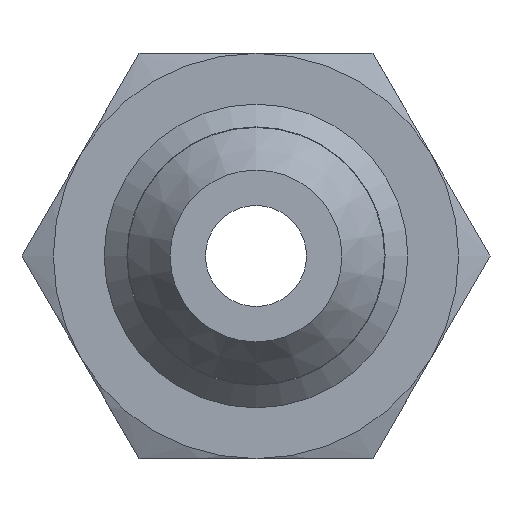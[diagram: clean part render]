
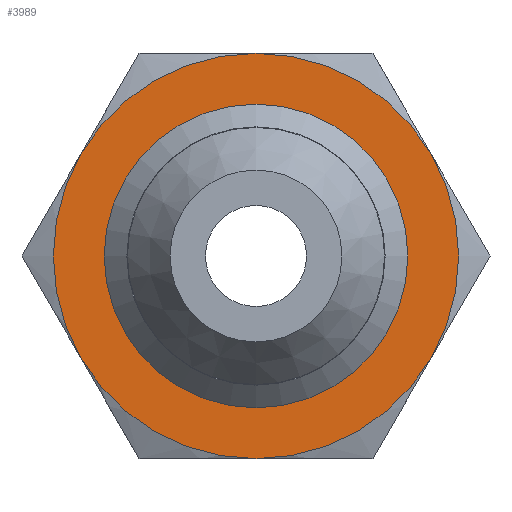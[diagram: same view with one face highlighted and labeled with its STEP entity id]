
A CAD part, left-side view. The second image highlights one B-rep face of the part: STEP entity #3989.
In plain terms, the highlighted planar face has unit normal (-1, 0, 0).
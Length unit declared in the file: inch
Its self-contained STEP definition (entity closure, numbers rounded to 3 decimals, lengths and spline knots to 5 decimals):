
#2944=CARTESIAN_POINT('',(-1.375,0.,0.375));
#2945=VERTEX_POINT('',#2944);
#3273=CARTESIAN_POINT('',(-1.375,0.,0.242));
#3274=VERTEX_POINT('',#3273);
#3275=CARTESIAN_POINT('',(-1.375,0.,0.0));
#3276=DIRECTION('',(-1.0,0.0,0.0));
#3277=DIRECTION('',(0.0,0.0,-1.0));
#3278=AXIS2_PLACEMENT_3D('',#3275,#3276,#3277);
#3279=CIRCLE('',#3278,0.242);
#3280=EDGE_CURVE('',#3274,#3274,#3279,.T.);
#3623=CARTESIAN_POINT('',(-1.375,0.32476,0.1875));
#3624=VERTEX_POINT('',#3623);
#3638=CARTESIAN_POINT('',(-1.375,0.0,0.0));
#3639=DIRECTION('',(-1.0,0.0,0.0));
#3640=DIRECTION('',(0.0,1.0,0.0));
#3641=AXIS2_PLACEMENT_3D('',#3638,#3639,#3640);
#3642=CIRCLE('',#3641,0.375);
#3643=EDGE_CURVE('',#2945,#3624,#3642,.T.);
#3653=CARTESIAN_POINT('',(-1.375,-0.32476,0.1875));
#3654=VERTEX_POINT('',#3653);
#3669=CARTESIAN_POINT('',(-1.375,0.0,0.0));
#3670=DIRECTION('',(-1.0,0.0,0.0));
#3671=DIRECTION('',(0.0,1.0,0.0));
#3672=AXIS2_PLACEMENT_3D('',#3669,#3670,#3671);
#3673=CIRCLE('',#3672,0.375);
#3674=EDGE_CURVE('',#3654,#2945,#3673,.T.);
#3686=CARTESIAN_POINT('',(-1.375,-0.32476,-0.1875));
#3687=VERTEX_POINT('',#3686);
#3714=CARTESIAN_POINT('',(-1.375,0.0,0.0));
#3715=DIRECTION('',(-1.0,0.0,0.0));
#3716=DIRECTION('',(0.0,1.0,0.0));
#3717=AXIS2_PLACEMENT_3D('',#3714,#3715,#3716);
#3718=CIRCLE('',#3717,0.375);
#3719=EDGE_CURVE('',#3687,#3654,#3718,.T.);
#3744=CARTESIAN_POINT('',(-1.375,0.0,-0.375));
#3745=VERTEX_POINT('',#3744);
#3746=CARTESIAN_POINT('',(-1.375,0.0,0.0));
#3747=DIRECTION('',(-1.0,0.0,0.0));
#3748=DIRECTION('',(0.0,1.0,0.0));
#3749=AXIS2_PLACEMENT_3D('',#3746,#3747,#3748);
#3750=CIRCLE('',#3749,0.375);
#3751=EDGE_CURVE('',#3745,#3687,#3750,.T.);
#3789=CARTESIAN_POINT('',(-1.375,0.32476,-0.1875));
#3790=VERTEX_POINT('',#3789);
#3791=CARTESIAN_POINT('',(-1.375,0.0,0.0));
#3792=DIRECTION('',(-1.0,0.0,0.0));
#3793=DIRECTION('',(0.0,1.0,0.0));
#3794=AXIS2_PLACEMENT_3D('',#3791,#3792,#3793);
#3795=CIRCLE('',#3794,0.375);
#3796=EDGE_CURVE('',#3790,#3745,#3795,.T.);
#3834=CARTESIAN_POINT('',(-1.375,0.0,0.0));
#3835=DIRECTION('',(-1.0,0.0,0.0));
#3836=DIRECTION('',(0.0,1.0,0.0));
#3837=AXIS2_PLACEMENT_3D('',#3834,#3835,#3836);
#3838=CIRCLE('',#3837,0.375);
#3839=EDGE_CURVE('',#3624,#3790,#3838,.T.);
#3973=CARTESIAN_POINT('',(-1.375,0.,0.));
#3974=DIRECTION('',(1.0,0.0,0.0));
#3975=DIRECTION('',(0.0,0.0,-1.0));
#3976=AXIS2_PLACEMENT_3D('',#3973,#3974,#3975);
#3977=PLANE('',#3976);
#3978=ORIENTED_EDGE('',*,*,#3839,.T.);
#3979=ORIENTED_EDGE('',*,*,#3796,.T.);
#3980=ORIENTED_EDGE('',*,*,#3751,.T.);
#3981=ORIENTED_EDGE('',*,*,#3719,.T.);
#3982=ORIENTED_EDGE('',*,*,#3674,.T.);
#3983=ORIENTED_EDGE('',*,*,#3643,.T.);
#3984=EDGE_LOOP('',(#3978,#3979,#3980,#3981,#3982,#3983));
#3985=FACE_OUTER_BOUND('',#3984,.T.);
#3986=ORIENTED_EDGE('',*,*,#3280,.F.);
#3987=EDGE_LOOP('',(#3986));
#3988=FACE_BOUND('',#3987,.T.);
#3989=ADVANCED_FACE('',(#3985,#3988),#3977,.F.);
